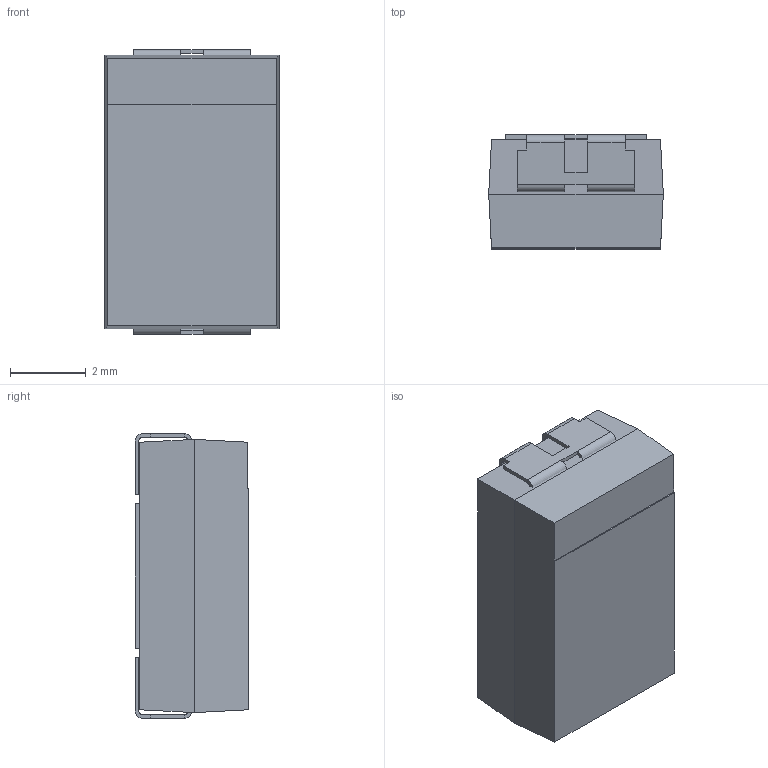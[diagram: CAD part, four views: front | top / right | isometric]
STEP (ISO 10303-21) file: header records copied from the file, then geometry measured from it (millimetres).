
FILE_DESCRIPTION(/* description */ (''),/* implementation_level */ '2;1');
FILE_NAME(/* name */ 'T55_D-case.stp',/* time_stamp */ '2017-04-03T14:48:39+03:00',/* author */ ('vnedbalsky'),/* organization */ (''),/* preprocessor_version */ 'ST-DEVELOPER v16.5',/* originating_system */ 'Autodesk Inventor 2017',/* authorisation */ '');
FILE_SCHEMA (('AUTOMOTIVE_DESIGN { 1 0 10303 214 3 1 1 }'));
Length unit declared in the file: millimetre
Products named in the file (3): D-case ASSY-2; Body-2; Terminal
Assembly tree (2 placements, depth 2):
  D-case ASSY-2
    Body-2
    Terminal
Bounding box: 4.6 x 3 x 7.5 mm (x, y, z)
Volume: 98.1 mm3; surface area: 210 mm2
Topology: 2 solids, 2 shells, 73 faces, 194 edges, 120 vertices
Faces by surface type: plane 59, cylinder 14
Entity records: 2323 total; most frequent: CARTESIAN_POINT 392, ORIENTED_EDGE 388, DIRECTION 378, EDGE_CURVE 194, LINE 166, VECTOR 166, VERTEX_POINT 120, AXIS2_PLACEMENT_3D 106
